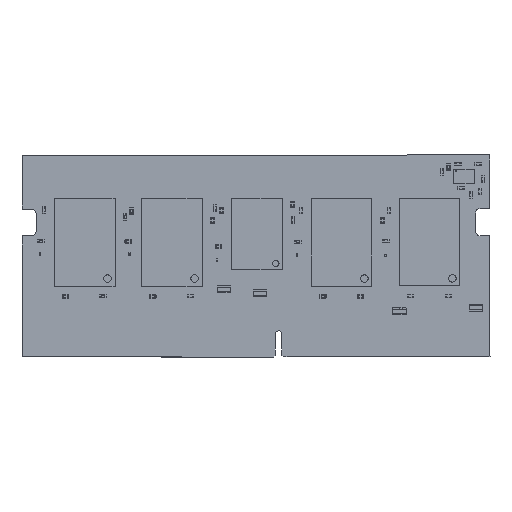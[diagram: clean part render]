
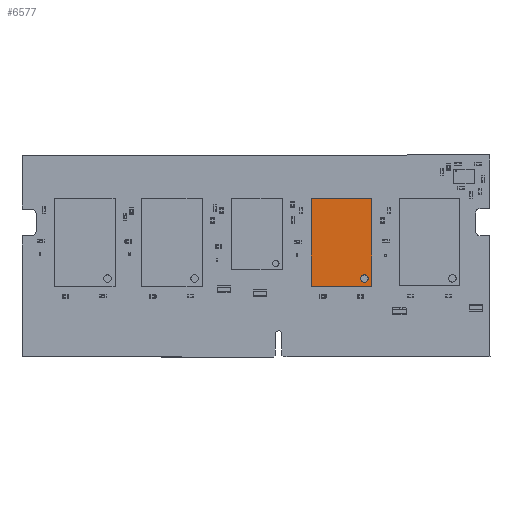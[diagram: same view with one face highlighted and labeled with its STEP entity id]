
A CAD part, top view. The second image highlights one B-rep face of the part: STEP entity #6577.
In plain terms, the highlighted planar face has unit normal (0, 0, 1).
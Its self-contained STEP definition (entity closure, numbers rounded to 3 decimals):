
#6388 = VERTEX_POINT('',#6389);
#6389 = CARTESIAN_POINT('',(-4.5,-6.5,1.2));
#6396 = PLANE('',#6397);
#6397 = AXIS2_PLACEMENT_3D('',#6398,#6399,#6400);
#6398 = CARTESIAN_POINT('',(-4.5,-6.5,0.525));
#6399 = DIRECTION('',(1.,0.,0.));
#6400 = DIRECTION('',(0.,0.,1.));
#6408 = PLANE('',#6409);
#6409 = AXIS2_PLACEMENT_3D('',#6410,#6411,#6412);
#6410 = CARTESIAN_POINT('',(-4.5,-6.5,0.525));
#6411 = DIRECTION('',(0.,1.,0.));
#6412 = DIRECTION('',(0.,0.,1.));
#6449 = VERTEX_POINT('',#6450);
#6450 = CARTESIAN_POINT('',(-4.5,6.5,1.2));
#6464 = PLANE('',#6465);
#6465 = AXIS2_PLACEMENT_3D('',#6466,#6467,#6468);
#6466 = CARTESIAN_POINT('',(-4.5,6.5,0.525));
#6467 = DIRECTION('',(0.,1.,0.));
#6468 = DIRECTION('',(0.,0.,1.));
#6476 = EDGE_CURVE('',#6388,#6449,#6477,.T.);
#6477 = SURFACE_CURVE('',#6478,(#6482,#6489),.PCURVE_S1.);
#6478 = LINE('',#6479,#6480);
#6479 = CARTESIAN_POINT('',(-4.5,-6.5,1.2));
#6480 = VECTOR('',#6481,1.);
#6481 = DIRECTION('',(0.,1.,0.));
#6482 = PCURVE('',#6396,#6483);
#6483 = DEFINITIONAL_REPRESENTATION('',(#6484),#6488);
#6484 = LINE('',#6485,#6486);
#6485 = CARTESIAN_POINT('',(0.675,0.));
#6486 = VECTOR('',#6487,1.);
#6487 = DIRECTION('',(0.,-1.));
#6488 = ( GEOMETRIC_REPRESENTATION_CONTEXT(2) 
PARAMETRIC_REPRESENTATION_CONTEXT() REPRESENTATION_CONTEXT('2D SPACE',''
  ) );
#6489 = PCURVE('',#6490,#6495);
#6490 = PLANE('',#6491);
#6491 = AXIS2_PLACEMENT_3D('',#6492,#6493,#6494);
#6492 = CARTESIAN_POINT('',(-4.5,-6.5,1.2));
#6493 = DIRECTION('',(0.,0.,1.));
#6494 = DIRECTION('',(1.,0.,0.));
#6495 = DEFINITIONAL_REPRESENTATION('',(#6496),#6500);
#6496 = LINE('',#6497,#6498);
#6497 = CARTESIAN_POINT('',(0.,0.));
#6498 = VECTOR('',#6499,1.);
#6499 = DIRECTION('',(0.,1.));
#6500 = ( GEOMETRIC_REPRESENTATION_CONTEXT(2) 
PARAMETRIC_REPRESENTATION_CONTEXT() REPRESENTATION_CONTEXT('2D SPACE',''
  ) );
#6529 = EDGE_CURVE('',#6388,#6530,#6532,.T.);
#6530 = VERTEX_POINT('',#6531);
#6531 = CARTESIAN_POINT('',(4.5,-6.5,1.2));
#6532 = SURFACE_CURVE('',#6533,(#6537,#6544),.PCURVE_S1.);
#6533 = LINE('',#6534,#6535);
#6534 = CARTESIAN_POINT('',(-4.5,-6.5,1.2));
#6535 = VECTOR('',#6536,1.);
#6536 = DIRECTION('',(1.,0.,0.));
#6537 = PCURVE('',#6408,#6538);
#6538 = DEFINITIONAL_REPRESENTATION('',(#6539),#6543);
#6539 = LINE('',#6540,#6541);
#6540 = CARTESIAN_POINT('',(0.675,0.));
#6541 = VECTOR('',#6542,1.);
#6542 = DIRECTION('',(0.,1.));
#6543 = ( GEOMETRIC_REPRESENTATION_CONTEXT(2) 
PARAMETRIC_REPRESENTATION_CONTEXT() REPRESENTATION_CONTEXT('2D SPACE',''
  ) );
#6544 = PCURVE('',#6490,#6545);
#6545 = DEFINITIONAL_REPRESENTATION('',(#6546),#6550);
#6546 = LINE('',#6547,#6548);
#6547 = CARTESIAN_POINT('',(0.,0.));
#6548 = VECTOR('',#6549,1.);
#6549 = DIRECTION('',(1.,0.));
#6550 = ( GEOMETRIC_REPRESENTATION_CONTEXT(2) 
PARAMETRIC_REPRESENTATION_CONTEXT() REPRESENTATION_CONTEXT('2D SPACE',''
  ) );
#6566 = PLANE('',#6567);
#6567 = AXIS2_PLACEMENT_3D('',#6568,#6569,#6570);
#6568 = CARTESIAN_POINT('',(4.5,-6.5,0.525));
#6569 = DIRECTION('',(1.,0.,0.));
#6570 = DIRECTION('',(0.,0.,1.));
#6577 = ADVANCED_FACE('',(#6578,#6626),#6490,.T.);
#6578 = FACE_BOUND('',#6579,.T.);
#6579 = EDGE_LOOP('',(#6580,#6581,#6582,#6605));
#6580 = ORIENTED_EDGE('',*,*,#6476,.F.);
#6581 = ORIENTED_EDGE('',*,*,#6529,.T.);
#6582 = ORIENTED_EDGE('',*,*,#6583,.T.);
#6583 = EDGE_CURVE('',#6530,#6584,#6586,.T.);
#6584 = VERTEX_POINT('',#6585);
#6585 = CARTESIAN_POINT('',(4.5,6.5,1.2));
#6586 = SURFACE_CURVE('',#6587,(#6591,#6598),.PCURVE_S1.);
#6587 = LINE('',#6588,#6589);
#6588 = CARTESIAN_POINT('',(4.5,-6.5,1.2));
#6589 = VECTOR('',#6590,1.);
#6590 = DIRECTION('',(0.,1.,0.));
#6591 = PCURVE('',#6490,#6592);
#6592 = DEFINITIONAL_REPRESENTATION('',(#6593),#6597);
#6593 = LINE('',#6594,#6595);
#6594 = CARTESIAN_POINT('',(9.,0.));
#6595 = VECTOR('',#6596,1.);
#6596 = DIRECTION('',(0.,1.));
#6597 = ( GEOMETRIC_REPRESENTATION_CONTEXT(2) 
PARAMETRIC_REPRESENTATION_CONTEXT() REPRESENTATION_CONTEXT('2D SPACE',''
  ) );
#6598 = PCURVE('',#6566,#6599);
#6599 = DEFINITIONAL_REPRESENTATION('',(#6600),#6604);
#6600 = LINE('',#6601,#6602);
#6601 = CARTESIAN_POINT('',(0.675,0.));
#6602 = VECTOR('',#6603,1.);
#6603 = DIRECTION('',(0.,-1.));
#6604 = ( GEOMETRIC_REPRESENTATION_CONTEXT(2) 
PARAMETRIC_REPRESENTATION_CONTEXT() REPRESENTATION_CONTEXT('2D SPACE',''
  ) );
#6605 = ORIENTED_EDGE('',*,*,#6606,.F.);
#6606 = EDGE_CURVE('',#6449,#6584,#6607,.T.);
#6607 = SURFACE_CURVE('',#6608,(#6612,#6619),.PCURVE_S1.);
#6608 = LINE('',#6609,#6610);
#6609 = CARTESIAN_POINT('',(-4.5,6.5,1.2));
#6610 = VECTOR('',#6611,1.);
#6611 = DIRECTION('',(1.,0.,0.));
#6612 = PCURVE('',#6490,#6613);
#6613 = DEFINITIONAL_REPRESENTATION('',(#6614),#6618);
#6614 = LINE('',#6615,#6616);
#6615 = CARTESIAN_POINT('',(0.,13.));
#6616 = VECTOR('',#6617,1.);
#6617 = DIRECTION('',(1.,0.));
#6618 = ( GEOMETRIC_REPRESENTATION_CONTEXT(2) 
PARAMETRIC_REPRESENTATION_CONTEXT() REPRESENTATION_CONTEXT('2D SPACE',''
  ) );
#6619 = PCURVE('',#6464,#6620);
#6620 = DEFINITIONAL_REPRESENTATION('',(#6621),#6625);
#6621 = LINE('',#6622,#6623);
#6622 = CARTESIAN_POINT('',(0.675,0.));
#6623 = VECTOR('',#6624,1.);
#6624 = DIRECTION('',(0.,1.));
#6625 = ( GEOMETRIC_REPRESENTATION_CONTEXT(2) 
PARAMETRIC_REPRESENTATION_CONTEXT() REPRESENTATION_CONTEXT('2D SPACE',''
  ) );
#6626 = FACE_BOUND('',#6627,.T.);
#6627 = EDGE_LOOP('',(#6628));
#6628 = ORIENTED_EDGE('',*,*,#6629,.F.);
#6629 = EDGE_CURVE('',#6630,#6630,#6632,.T.);
#6630 = VERTEX_POINT('',#6631);
#6631 = CARTESIAN_POINT('',(-2.813,5.375,1.2));
#6632 = SURFACE_CURVE('',#6633,(#6638,#6645),.PCURVE_S1.);
#6633 = CIRCLE('',#6634,0.563);
#6634 = AXIS2_PLACEMENT_3D('',#6635,#6636,#6637);
#6635 = CARTESIAN_POINT('',(-3.375,5.375,1.2));
#6636 = DIRECTION('',(0.,0.,1.));
#6637 = DIRECTION('',(1.,0.,0.));
#6638 = PCURVE('',#6490,#6639);
#6639 = DEFINITIONAL_REPRESENTATION('',(#6640),#6644);
#6640 = CIRCLE('',#6641,0.563);
#6641 = AXIS2_PLACEMENT_2D('',#6642,#6643);
#6642 = CARTESIAN_POINT('',(1.125,11.875));
#6643 = DIRECTION('',(1.,0.));
#6644 = ( GEOMETRIC_REPRESENTATION_CONTEXT(2) 
PARAMETRIC_REPRESENTATION_CONTEXT() REPRESENTATION_CONTEXT('2D SPACE',''
  ) );
#6645 = PCURVE('',#6646,#6651);
#6646 = CYLINDRICAL_SURFACE('',#6647,0.563);
#6647 = AXIS2_PLACEMENT_3D('',#6648,#6649,#6650);
#6648 = CARTESIAN_POINT('',(-3.375,5.375,1.08));
#6649 = DIRECTION('',(0.,0.,1.));
#6650 = DIRECTION('',(1.,0.,0.));
#6651 = DEFINITIONAL_REPRESENTATION('',(#6652),#6656);
#6652 = LINE('',#6653,#6654);
#6653 = CARTESIAN_POINT('',(0.,0.12));
#6654 = VECTOR('',#6655,1.);
#6655 = DIRECTION('',(1.,0.));
#6656 = ( GEOMETRIC_REPRESENTATION_CONTEXT(2) 
PARAMETRIC_REPRESENTATION_CONTEXT() REPRESENTATION_CONTEXT('2D SPACE',''
  ) );
